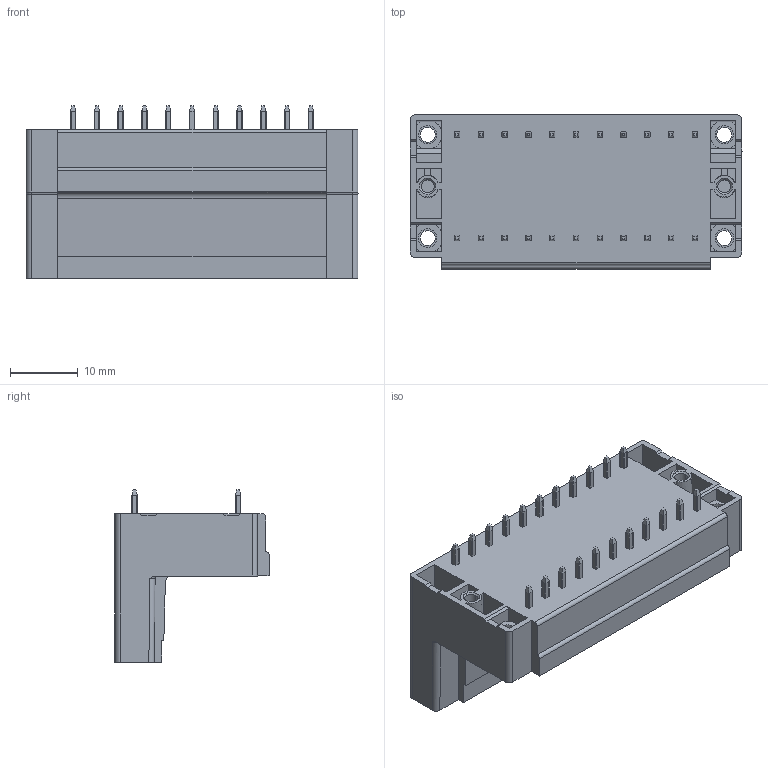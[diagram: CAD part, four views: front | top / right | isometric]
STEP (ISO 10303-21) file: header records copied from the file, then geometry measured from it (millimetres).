
FILE_DESCRIPTION((''),'2;1');
FILE_NAME('TLPHDW-005-1','2024-09-23T09:32:23',('sheji109'),(''),'CREO PARAMETRIC BY PTC INC, 2018100','CREO PARAMETRIC BY PTC INC, 2018100','');
FILE_SCHEMA(('CONFIG_CONTROL_DESIGN'));
Products named in the file (1): TLPHDW-005-1
Bounding box: 48.9 x 22.7 x 25.4 mm (x, y, z)
Volume: 10696.7 mm3; surface area: 10668.6 mm2
Topology: 1 solids, 1 shells, 1918 faces, 5330 edges, 3516 vertices
Faces by surface type: plane 1281, cylinder 473, cone 118, torus 44, bspline 2
Entity records: 61494 total; most frequent: CARTESIAN_POINT 12096, ORIENTED_EDGE 10660, DIRECTION 9804, EDGE_CURVE 5330, VECTOR 3840, LINE 3840, VERTEX_POINT 3516, AXIS2_PLACEMENT_3D 2982
